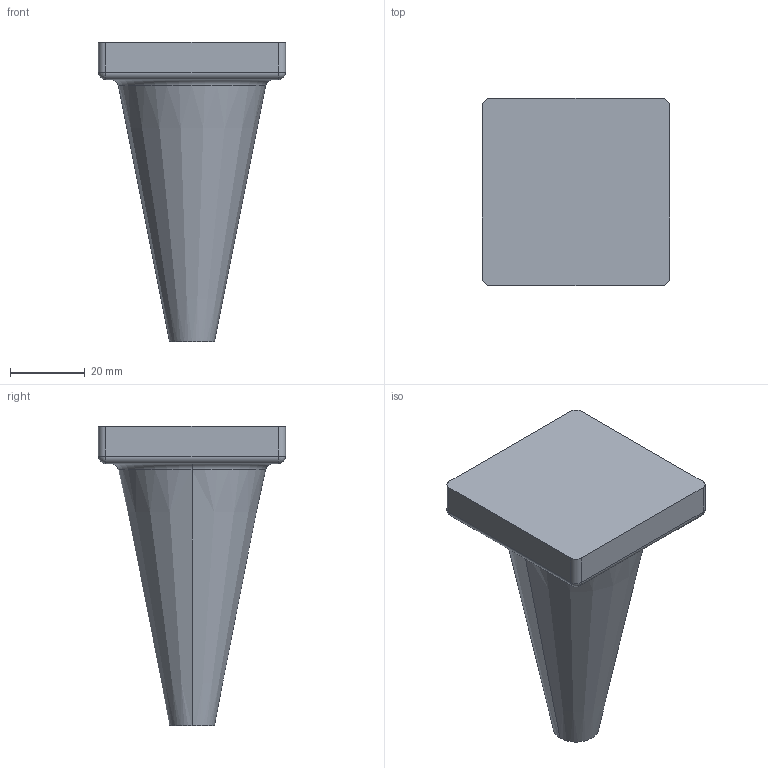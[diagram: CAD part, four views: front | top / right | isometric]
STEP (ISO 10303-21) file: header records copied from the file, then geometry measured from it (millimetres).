
FILE_DESCRIPTION (( 'STEP AP203' ), '1' );
FILE_NAME ('ParkingCone.STEP', '2024-10-02T14:52:51', ( '' ), ( '' ), 'SwSTEP 2.0', 'SolidWorks 2023', '' );
FILE_SCHEMA (( 'CONFIG_CONTROL_DESIGN' ));
Length unit declared in the file: millimetre
Products named in the file (1): ParkingCone
Bounding box: 50 x 50 x 80 mm (x, y, z)
Volume: 65624.1 mm3; surface area: 11410.1 mm2
Topology: 1 solids, 1 shells, 23 faces, 50 edges, 26 vertices
Faces by surface type: cylinder 8, plane 7, sphere 4, torus 2, cone 2
Entity records: 669 total; most frequent: DIRECTION 118, CARTESIAN_POINT 96, ORIENTED_EDGE 92, AXIS2_PLACEMENT_3D 48, EDGE_CURVE 46, VERTEX_POINT 26, EDGE_LOOP 24, CIRCLE 24
